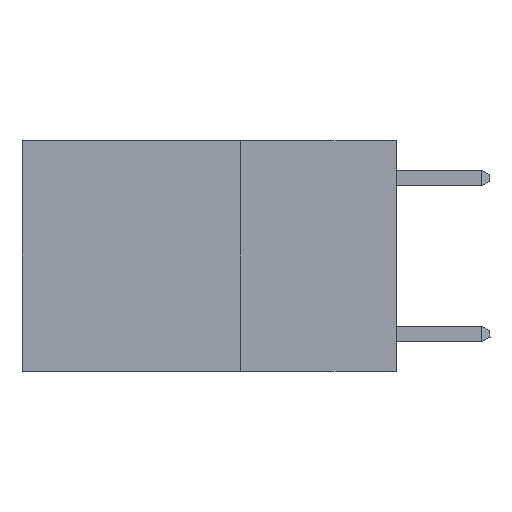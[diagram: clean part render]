
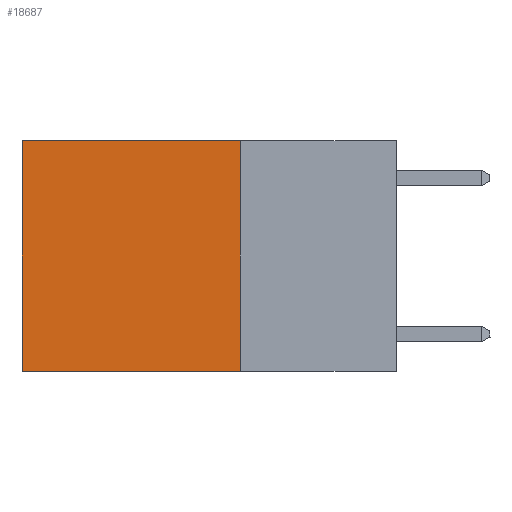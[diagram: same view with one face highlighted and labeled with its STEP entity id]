
A CAD part, left-side view. The second image highlights one B-rep face of the part: STEP entity #18687.
In plain terms, the highlighted planar face has unit normal (-1, 0, 0).
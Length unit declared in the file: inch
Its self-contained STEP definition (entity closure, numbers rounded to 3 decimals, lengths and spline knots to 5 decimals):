
#62 = DIRECTION ( 'NONE',  ( 1., 0., 0. ) ) ;
#1615 = LINE ( 'NONE', #10496, #20618 ) ;
#1671 = VERTEX_POINT ( 'NONE', #6247 ) ;
#2647 = EDGE_CURVE ( 'NONE', #15814, #17668, #1615, .T. ) ;
#3534 = DIRECTION ( 'NONE',  ( 0., 0., -1. ) ) ;
#4392 = ORIENTED_EDGE ( 'NONE', *, *, #7788, .T. ) ;
#4618 = CARTESIAN_POINT ( 'NONE',  ( 0.2625, 0.6, -0.37 ) ) ;
#4778 = LINE ( 'NONE', #16769, #14050 ) ;
#4975 = DIRECTION ( 'NONE',  ( 0., 1., 0. ) ) ;
#6247 = CARTESIAN_POINT ( 'NONE',  ( 0.2625, 0.25, 0. ) ) ;
#7167 = VERTEX_POINT ( 'NONE', #15023 ) ;
#7516 = PLANE ( 'NONE',  #20095 ) ;
#7788 = EDGE_CURVE ( 'NONE', #7167, #17668, #4778, .T. ) ;
#9146 = FACE_OUTER_BOUND ( 'NONE', #14360, .T. ) ;
#9369 = CARTESIAN_POINT ( 'NONE',  ( 0.2625, 0.25, 0. ) ) ;
#10496 = CARTESIAN_POINT ( 'NONE',  ( 0.2625, 0.25, -0.37 ) ) ;
#10544 = CARTESIAN_POINT ( 'NONE',  ( 0.2625, 0.25, 0. ) ) ;
#13058 = DIRECTION ( 'NONE',  ( 0., 0., -1. ) ) ;
#13431 = CARTESIAN_POINT ( 'NONE',  ( 0.2625, 0.25, -0.37 ) ) ;
#13833 = ORIENTED_EDGE ( 'NONE', *, *, #19715, .T. ) ;
#14050 = VECTOR ( 'NONE', #22227, 39.37008 ) ;
#14360 = EDGE_LOOP ( 'NONE', ( #4392, #20609, #23562, #13833 ) ) ;
#15023 = CARTESIAN_POINT ( 'NONE',  ( 0.2625, 0.6, 0. ) ) ;
#15814 = VERTEX_POINT ( 'NONE', #13431 ) ;
#16006 = DIRECTION ( 'NONE',  ( 0., 1., 0. ) ) ;
#16110 = EDGE_CURVE ( 'NONE', #1671, #15814, #23007, .T. ) ;
#16414 = CARTESIAN_POINT ( 'NONE',  ( 0.2625, 0.25, 0. ) ) ;
#16769 = CARTESIAN_POINT ( 'NONE',  ( 0.2625, 0.6, 0. ) ) ;
#17132 = VECTOR ( 'NONE', #16006, 39.37008 ) ;
#17668 = VERTEX_POINT ( 'NONE', #4618 ) ;
#17709 = LINE ( 'NONE', #10544, #17132 ) ;
#18192 = VECTOR ( 'NONE', #3534, 39.37008 ) ;
#18687 = ADVANCED_FACE ( 'NONE', ( #9146 ), #7516, .F. ) ;
#19715 = EDGE_CURVE ( 'NONE', #1671, #7167, #17709, .T. ) ;
#20095 = AXIS2_PLACEMENT_3D ( 'NONE', #9369, #62, #13058 ) ;
#20609 = ORIENTED_EDGE ( 'NONE', *, *, #2647, .F. ) ;
#20618 = VECTOR ( 'NONE', #4975, 39.37008 ) ;
#22227 = DIRECTION ( 'NONE',  ( 0., 0., -1. ) ) ;
#23007 = LINE ( 'NONE', #16414, #18192 ) ;
#23562 = ORIENTED_EDGE ( 'NONE', *, *, #16110, .F. ) ;
